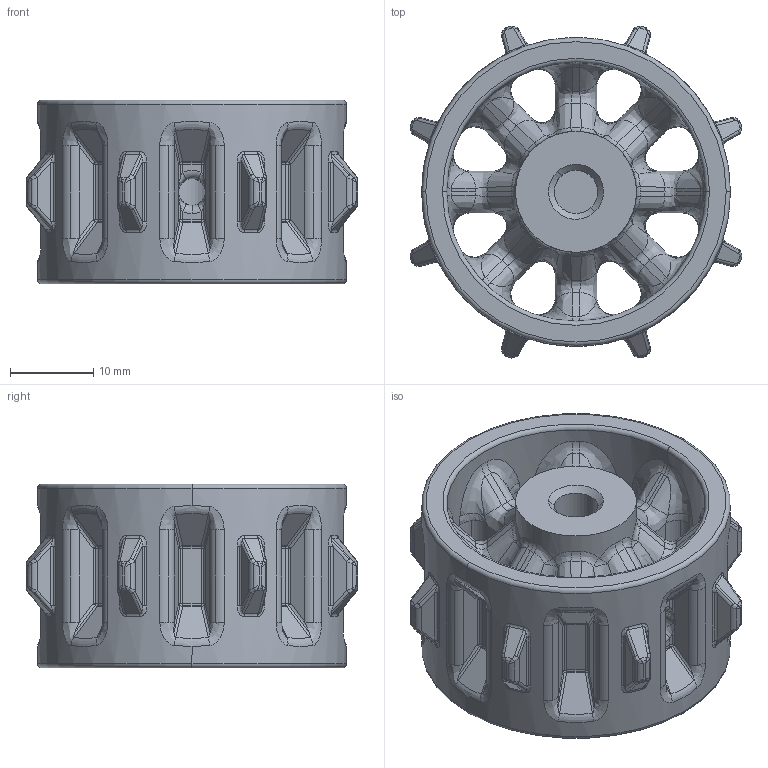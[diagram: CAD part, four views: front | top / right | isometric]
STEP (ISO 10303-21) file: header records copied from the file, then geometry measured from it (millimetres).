
FILE_DESCRIPTION (( 'STEP AP214' ), '1' );
FILE_NAME ('tread-end-wheel.stp.STEP', '2024-02-23T04:09:00', ( '' ), ( '' ), 'SwSTEP 2.0', 'SolidWorks 2023', '' );
FILE_SCHEMA (( 'AUTOMOTIVE_DESIGN' ));
Length unit declared in the file: millimetre
Products named in the file (1): tread-end-wheel.stp
Bounding box: 39.79 x 39.79 x 22 mm (x, y, z)
Volume: 13108.5 mm3; surface area: 8183.6 mm2
Topology: 1 solids, 1 shells, 1094 faces, 2639 edges, 1512 vertices
Faces by surface type: bspline 408, cylinder 384, plane 145, sphere 64, torus 51, cone 42
Entity records: 42099 total; most frequent: CARTESIAN_POINT 21364, ORIENTED_EDGE 5166, DIRECTION 2780, EDGE_CURVE 2583, VERTEX_POINT 1504, B_SPLINE_CURVE_WITH_KNOTS 1452, EDGE_LOOP 1125, FACE_OUTER_BOUND 1094
